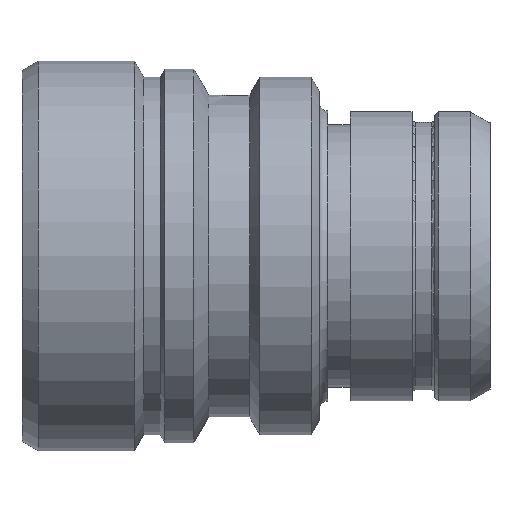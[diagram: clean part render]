
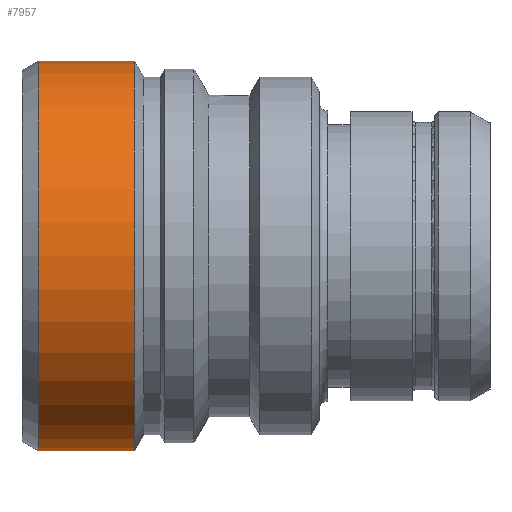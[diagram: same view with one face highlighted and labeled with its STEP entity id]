
A CAD part, top view. The second image highlights one B-rep face of the part: STEP entity #7957.
In plain terms, the highlighted cylindrical face has radius 12 mm (diameter 24 mm), a partial arc.
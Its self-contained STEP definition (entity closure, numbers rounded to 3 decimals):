
#270=CARTESIAN_POINT('',(1.,0.,0.));
#271=DIRECTION('',(1.,0.,0.));
#272=DIRECTION('',(0.,1.,0.));
#273=AXIS2_PLACEMENT_3D('',#270,#271,#272);
#275=CARTESIAN_POINT('',(6.923,0.,0.));
#276=DIRECTION('',(1.,0.,0.));
#277=DIRECTION('',(0.,1.,0.));
#278=AXIS2_PLACEMENT_3D('',#275,#276,#277);
#280=DIRECTION('',(-1.,0.,0.));
#281=VECTOR('',#280,5.923);
#282=CARTESIAN_POINT('',(6.923,12.,0.));
#283=LINE('707',#282,#281);
#284=DIRECTION('',(-1.,0.,0.));
#285=VECTOR('',#284,5.923);
#286=CARTESIAN_POINT('',(6.923,-12.,0.));
#287=LINE('722',#286,#285);
#6404=CARTESIAN_POINT('',(6.923,12.,0.));
#6405=VERTEX_POINT('',#6404);
#6406=CARTESIAN_POINT('',(1.,12.,0.));
#6407=VERTEX_POINT('',#6406);
#6440=CARTESIAN_POINT('',(6.923,-12.,0.));
#6441=VERTEX_POINT('',#6440);
#6442=CARTESIAN_POINT('',(1.,-12.,0.));
#6443=VERTEX_POINT('',#6442);
#7943=CARTESIAN_POINT('',(-1.44,0.,0.));
#7944=DIRECTION('',(1.,0.,0.));
#7945=DIRECTION('',(0.,-1.,0.));
#7946=AXIS2_PLACEMENT_3D('',#7943,#7944,#7945);
#7947=CYLINDRICAL_SURFACE('277',#7946,12.);
#7949=ORIENTED_EDGE('707',*,*,#7948,.F.);
#7951=ORIENTED_EDGE('740',*,*,#7950,.T.);
#7953=ORIENTED_EDGE('722',*,*,#7952,.T.);
#7954=ORIENTED_EDGE('741',*,*,#7929,.F.);
#7955=EDGE_LOOP('277',(#7949,#7951,#7953,#7954));
#7956=FACE_OUTER_BOUND('277',#7955,.F.);
#274=CIRCLE('741',#273,12.);
#279=CIRCLE('740',#278,12.);
#7929=EDGE_CURVE('741',#6407,#6443,#274,.T.);
#7948=EDGE_CURVE('707',#6405,#6407,#283,.T.);
#7950=EDGE_CURVE('740',#6405,#6441,#279,.T.);
#7952=EDGE_CURVE('722',#6441,#6443,#287,.T.);
#7957=ADVANCED_FACE('277',(#7956),#7947,.T.);
